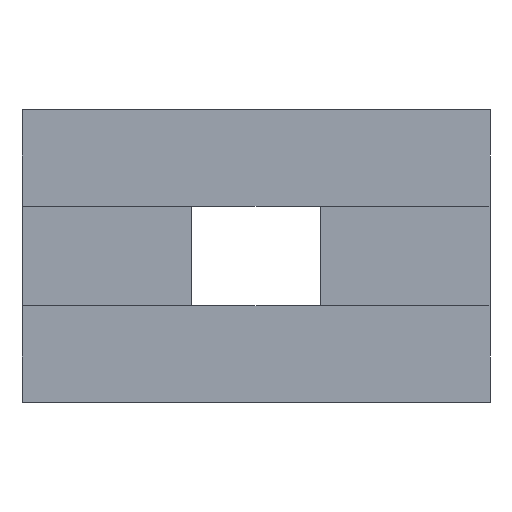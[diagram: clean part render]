
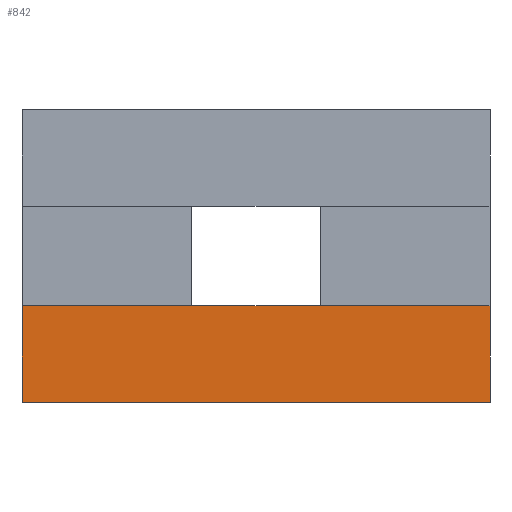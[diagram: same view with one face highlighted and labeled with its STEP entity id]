
A CAD part, front view. The second image highlights one B-rep face of the part: STEP entity #842.
In plain terms, the highlighted planar face has unit normal (0, -1, 0).
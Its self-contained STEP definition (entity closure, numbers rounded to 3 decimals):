
#120 = LINE ( 'NONE', #2085, #135 ) ;
#135 = VECTOR ( 'NONE', #478, 1000. ) ;
#245 = CARTESIAN_POINT ( 'NONE',  ( -44.71, -16.965, 16.5 ) ) ;
#359 = CARTESIAN_POINT ( 'NONE',  ( 35.29, -16.965, 0. ) ) ;
#478 = DIRECTION ( 'NONE',  ( 1., 0., 0. ) ) ;
#495 = VECTOR ( 'NONE', #2146, 1000. ) ;
#550 = VECTOR ( 'NONE', #678, 1000. ) ;
#622 = DIRECTION ( 'NONE',  ( 0., 0., 1. ) ) ;
#678 = DIRECTION ( 'NONE',  ( 0., 0., -1. ) ) ;
#721 = EDGE_CURVE ( 'NONE', #1985, #771, #120, .T. ) ;
#729 = DIRECTION ( 'NONE',  ( 1., 0., 0. ) ) ;
#746 = EDGE_CURVE ( 'NONE', #1985, #1591, #2279, .T. ) ;
#771 = VERTEX_POINT ( 'NONE', #2072 ) ;
#842 = ADVANCED_FACE ( 'NONE', ( #1516 ), #1002, .F. ) ;
#853 = ORIENTED_EDGE ( 'NONE', *, *, #1089, .T. ) ;
#893 = VECTOR ( 'NONE', #729, 1000. ) ;
#988 = ORIENTED_EDGE ( 'NONE', *, *, #746, .T. ) ;
#1002 = PLANE ( 'NONE',  #2199 ) ;
#1089 = EDGE_CURVE ( 'NONE', #1591, #1798, #2120, .T. ) ;
#1218 = LINE ( 'NONE', #2155, #495 ) ;
#1310 = CARTESIAN_POINT ( 'NONE',  ( -44.71, -16.965, 50. ) ) ;
#1404 = CARTESIAN_POINT ( 'NONE',  ( -44.71, -16.965, 0. ) ) ;
#1479 = EDGE_CURVE ( 'NONE', #771, #1798, #1218, .T. ) ;
#1497 = CARTESIAN_POINT ( 'NONE',  ( -44.71, -16.965, 0. ) ) ;
#1516 = FACE_OUTER_BOUND ( 'NONE', #1651, .T. ) ;
#1591 = VERTEX_POINT ( 'NONE', #1497 ) ;
#1651 = EDGE_LOOP ( 'NONE', ( #2105, #988, #853, #2190 ) ) ;
#1798 = VERTEX_POINT ( 'NONE', #359 ) ;
#1911 = CARTESIAN_POINT ( 'NONE',  ( -44.71, -16.965, 50. ) ) ;
#1985 = VERTEX_POINT ( 'NONE', #245 ) ;
#2034 = DIRECTION ( 'NONE',  ( 0., 1., 0. ) ) ;
#2072 = CARTESIAN_POINT ( 'NONE',  ( 35.29, -16.965, 16.5 ) ) ;
#2085 = CARTESIAN_POINT ( 'NONE',  ( -44.71, -16.965, 16.5 ) ) ;
#2105 = ORIENTED_EDGE ( 'NONE', *, *, #721, .F. ) ;
#2120 = LINE ( 'NONE', #1404, #893 ) ;
#2146 = DIRECTION ( 'NONE',  ( 0., 0., -1. ) ) ;
#2155 = CARTESIAN_POINT ( 'NONE',  ( 35.29, -16.965, 50. ) ) ;
#2190 = ORIENTED_EDGE ( 'NONE', *, *, #1479, .F. ) ;
#2199 = AXIS2_PLACEMENT_3D ( 'NONE', #1310, #2034, #622 ) ;
#2279 = LINE ( 'NONE', #1911, #550 ) ;
